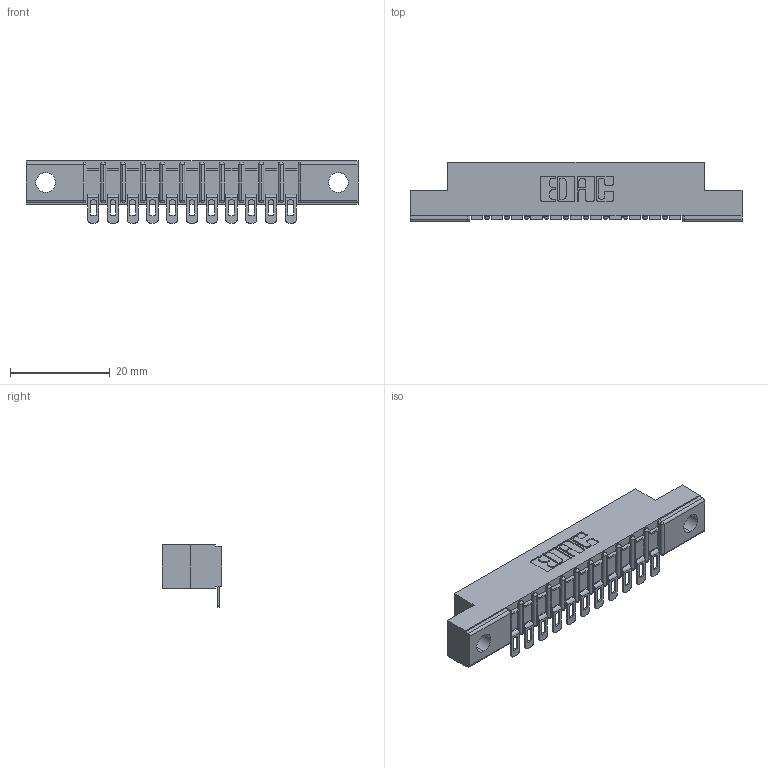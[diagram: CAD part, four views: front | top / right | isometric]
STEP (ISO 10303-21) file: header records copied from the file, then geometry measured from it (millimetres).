
FILE_DESCRIPTION (( 'STEP AP203' ), '1' );
FILE_NAME ('357-011-454-104.STEP', '2020-09-30T10:23:57', ( '' ), ( '' ), 'SwSTEP 2.0', 'SolidWorks 2020', '' );
FILE_SCHEMA (( 'CONFIG_CONTROL_DESIGN' ));
Length unit declared in the file: inch
Products named in the file (3): 307 Part_.156 Dia Mounting Holes; 307-290-002_554; 357-011-454-104
Assembly tree (12 placements, depth 2):
  357-011-454-104
    307 Part_.156 Dia Mounting Holes
    307-290-002_554  x11
Bounding box: 66.6 x 12.01 x 12.52 mm (x, y, z)
Volume: 4289 mm3; surface area: 7125.3 mm2
Topology: 12 solids, 12 shells, 1035 faces, 3142 edges, 2060 vertices
Faces by surface type: plane 590, cylinder 421, sphere 24
Entity records: 14635 total; most frequent: CARTESIAN_POINT 2468, ORIENTED_EDGE 2456, DIRECTION 2410, EDGE_CURVE 1228, VECTOR 926, LINE 926, VERTEX_POINT 800, AXIS2_PLACEMENT_3D 742
